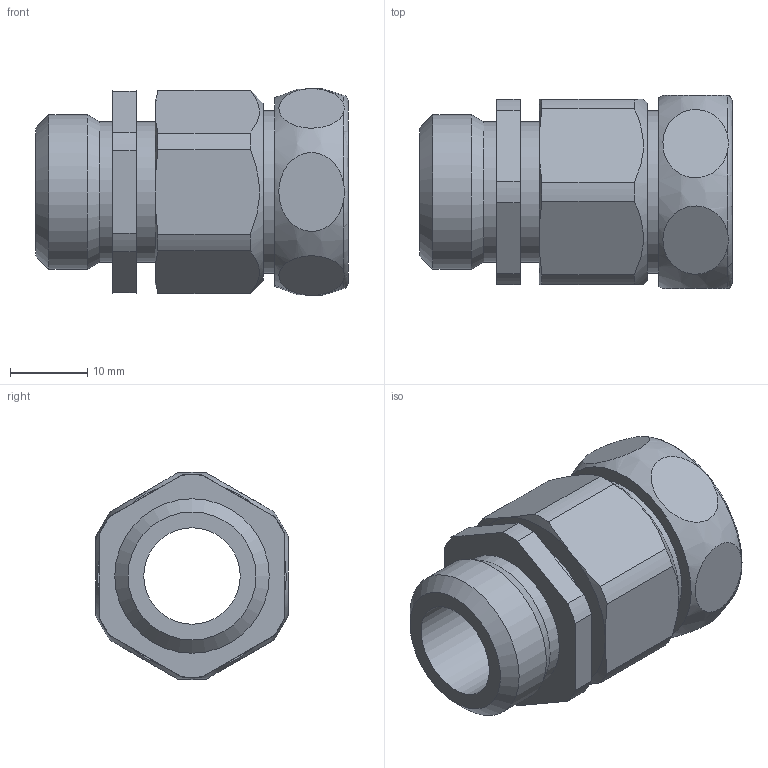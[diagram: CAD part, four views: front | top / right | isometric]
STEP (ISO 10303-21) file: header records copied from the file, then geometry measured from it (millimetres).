
FILE_DESCRIPTION( ( 'STEP AP203' ), '1' );
FILE_NAME( 'FLEXA USZ-EX-M 5023.327.120.stp', '2020-03-27T09:33:42', ( 'License CC BY-ND 4.0' ), ( 'CADENAS' ), ' ', 'PARTsolutions', ' ' );
FILE_SCHEMA( ( 'CONFIG_CONTROL_DESIGN' ) );
Length unit declared in the file: millimetre
Products named in the file (1): _FLEXA USZ-EX-M 5023.327.120
Bounding box: 40.5 x 25 x 26.83 mm (x, y, z)
Volume: 12297 mm3; surface area: 6104.4 mm2
Topology: 1 solids, 1 shells, 57 faces, 136 edges, 88 vertices
Faces by surface type: plane 27, cylinder 19, cone 9, bspline 1, torus 1
Full cylindrical faces by diameter (mm): 12.5 x1, 14.5 x1, 17 x1, 18.16 x2, 20 x1, 21 x1
Entity records: 2085 total; most frequent: CARTESIAN_POINT 799, DIRECTION 258, ORIENTED_EDGE 240, EDGE_CURVE 120, AXIS2_PLACEMENT_3D 111, VERTEX_POINT 84, EDGE_LOOP 78, FACE_OUTER_BOUND 66
